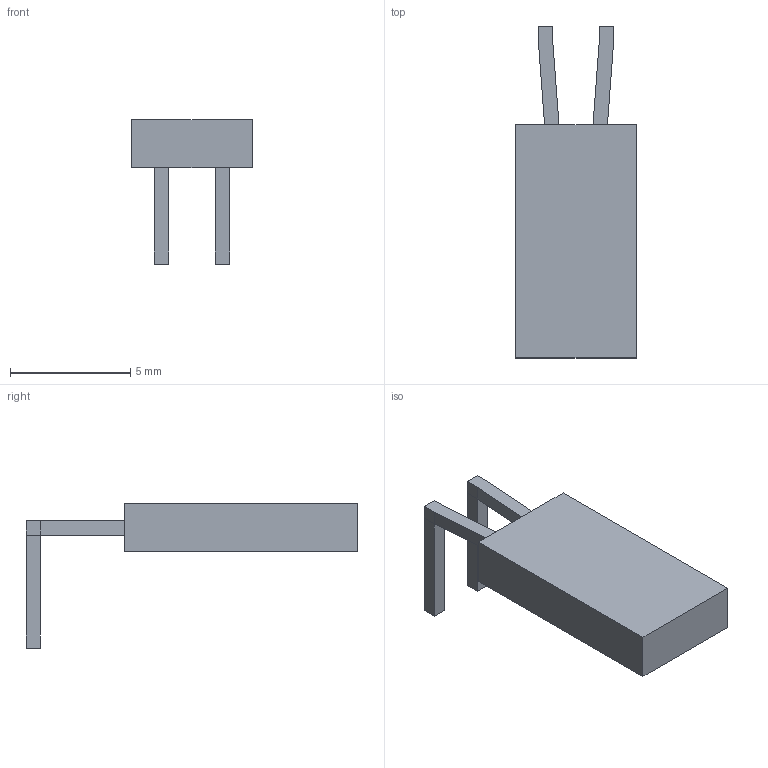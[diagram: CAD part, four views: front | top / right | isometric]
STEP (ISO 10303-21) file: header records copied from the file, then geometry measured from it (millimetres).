
FILE_DESCRIPTION(('FreeCAD Model'),'2;1');
FILE_NAME('LED_Rectangular_W5.0mm_H2.0mm_Horizontal_O3.81mm_Z3.0mm.step', '2017-11-25T21:58:04',('kicad StepUp'),('ksu MCAD'), 'Open CASCADE STEP processor 6.8','FreeCAD','Unknown');
FILE_SCHEMA(('AUTOMOTIVE_DESIGN_CC2 { 1 2 10303 214 -1 1 5 4 }'));
Length unit declared in the file: millimetre
Products named in the file (1): LED_Rectangular_W5.0mm_H2.0mm_Horizontal_O3.81mm_Z3.0mm
Bounding box: 5 x 13.81 x 6 mm (x, y, z)
Volume: 103.3 mm3; surface area: 198.1 mm2
Topology: 1 solids, 1 shells, 30 faces, 66 edges, 40 vertices
Faces by surface type: plane 30
Entity records: 576 total; most frequent: ORIENTED_EDGE 108, EDGE_CURVE 66, LINE 66, CARTESIAN_POINT 49, VERTEX_POINT 40, FACE_BOUND 32, EDGE_LOOP 32, AXIS2_PLACEMENT_3D 31
